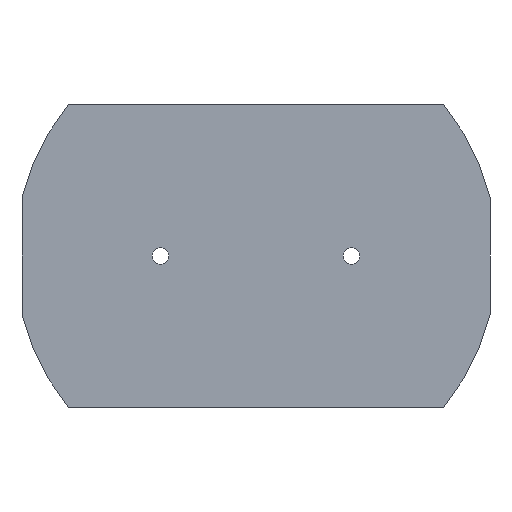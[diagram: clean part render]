
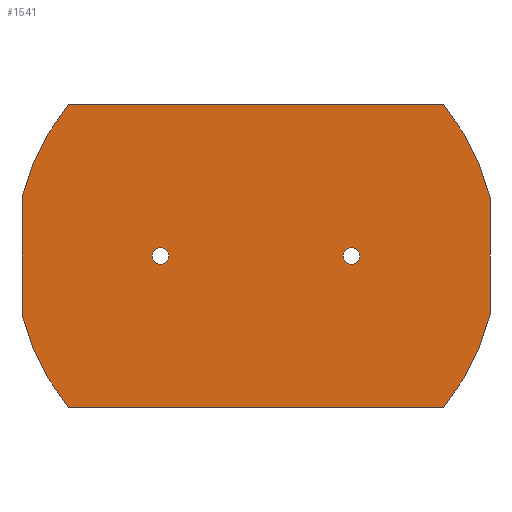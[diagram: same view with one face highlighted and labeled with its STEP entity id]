
A CAD part, front view. The second image highlights one B-rep face of the part: STEP entity #1541.
In plain terms, the highlighted planar face has unit normal (0, -1, 0).
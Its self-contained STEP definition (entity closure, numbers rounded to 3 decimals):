
#6 = CARTESIAN_POINT ( 'NONE',  ( 78.541, 0., -63.5 ) ) ;
#24 = CIRCLE ( 'NONE', #1954, 101. ) ;
#35 = DIRECTION ( 'NONE',  ( 0., 1., 0. ) ) ;
#54 = VERTEX_POINT ( 'NONE', #364 ) ;
#131 = DIRECTION ( 'NONE',  ( 0., 1., 0. ) ) ;
#141 = CARTESIAN_POINT ( 'NONE',  ( 98., 0., 24.434 ) ) ;
#191 = AXIS2_PLACEMENT_3D ( 'NONE', #672, #1942, #882 ) ;
#198 = VECTOR ( 'NONE', #1256, 1000. ) ;
#243 = DIRECTION ( 'NONE',  ( -1., 0., 0. ) ) ;
#249 = CARTESIAN_POINT ( 'NONE',  ( 40., 0., 0. ) ) ;
#250 = FACE_BOUND ( 'NONE', #1848, .T. ) ;
#258 = LINE ( 'NONE', #558, #1661 ) ;
#262 = ORIENTED_EDGE ( 'NONE', *, *, #1005, .T. ) ;
#275 = CARTESIAN_POINT ( 'NONE',  ( -78.541, 0., 63.5 ) ) ;
#279 = VERTEX_POINT ( 'NONE', #1304 ) ;
#286 = AXIS2_PLACEMENT_3D ( 'NONE', #249, #1588, #457 ) ;
#295 = PLANE ( 'NONE',  #1473 ) ;
#300 = VERTEX_POINT ( 'NONE', #331 ) ;
#327 = ORIENTED_EDGE ( 'NONE', *, *, #941, .F. ) ;
#331 = CARTESIAN_POINT ( 'NONE',  ( 78.541, 0., 63.5 ) ) ;
#332 = CIRCLE ( 'NONE', #191, 101. ) ;
#364 = CARTESIAN_POINT ( 'NONE',  ( -98., 0., 24.434 ) ) ;
#388 = VERTEX_POINT ( 'NONE', #2025 ) ;
#425 = DIRECTION ( 'NONE',  ( 0., 1., 0. ) ) ;
#440 = CARTESIAN_POINT ( 'NONE',  ( -78.541, 0., -63.5 ) ) ;
#457 = DIRECTION ( 'NONE',  ( 0., 0., -1. ) ) ;
#464 = VECTOR ( 'NONE', #243, 1000. ) ;
#493 = CARTESIAN_POINT ( 'NONE',  ( 98., 0., -24.434 ) ) ;
#498 = EDGE_LOOP ( 'NONE', ( #2171, #262, #803, #1367, #1313, #1765, #327, #2222 ) ) ;
#502 = VERTEX_POINT ( 'NONE', #493 ) ;
#554 = VECTOR ( 'NONE', #2186, 1000. ) ;
#558 = CARTESIAN_POINT ( 'NONE',  ( -98., 0., 24.434 ) ) ;
#605 = EDGE_CURVE ( 'NONE', #708, #388, #1708, .T. ) ;
#624 = VERTEX_POINT ( 'NONE', #855 ) ;
#647 = EDGE_CURVE ( 'NONE', #624, #1515, #2062, .T. ) ;
#672 = CARTESIAN_POINT ( 'NONE',  ( 0., 0., 0. ) ) ;
#701 = DIRECTION ( 'NONE',  ( 0., 1., 0. ) ) ;
#708 = VERTEX_POINT ( 'NONE', #742 ) ;
#734 = ORIENTED_EDGE ( 'NONE', *, *, #647, .T. ) ;
#742 = CARTESIAN_POINT ( 'NONE',  ( -40., 0., -3.5 ) ) ;
#745 = EDGE_CURVE ( 'NONE', #502, #1221, #24, .T. ) ;
#753 = DIRECTION ( 'NONE',  ( 0., 1., 0. ) ) ;
#793 = FACE_OUTER_BOUND ( 'NONE', #498, .T. ) ;
#803 = ORIENTED_EDGE ( 'NONE', *, *, #839, .F. ) ;
#834 = EDGE_CURVE ( 'NONE', #54, #279, #1584, .T. ) ;
#839 = EDGE_CURVE ( 'NONE', #300, #1877, #2036, .T. ) ;
#855 = CARTESIAN_POINT ( 'NONE',  ( 40., 0., -3.5 ) ) ;
#872 = ORIENTED_EDGE ( 'NONE', *, *, #605, .T. ) ;
#882 = DIRECTION ( 'NONE',  ( 0., 0., 1. ) ) ;
#893 = EDGE_CURVE ( 'NONE', #1221, #1118, #986, .T. ) ;
#921 = FACE_BOUND ( 'NONE', #1866, .T. ) ;
#941 = EDGE_CURVE ( 'NONE', #1118, #2064, #332, .T. ) ;
#960 = AXIS2_PLACEMENT_3D ( 'NONE', #1218, #35, #1405 ) ;
#963 = EDGE_CURVE ( 'NONE', #279, #300, #1320, .T. ) ;
#977 = EDGE_CURVE ( 'NONE', #1515, #624, #1258, .T. ) ;
#986 = LINE ( 'NONE', #440, #464 ) ;
#999 = EDGE_CURVE ( 'NONE', #388, #708, #2014, .T. ) ;
#1005 = EDGE_CURVE ( 'NONE', #502, #1877, #1082, .T. ) ;
#1008 = EDGE_CURVE ( 'NONE', #54, #2064, #258, .T. ) ;
#1022 = DIRECTION ( 'NONE',  ( 0., 1., 0. ) ) ;
#1082 = LINE ( 'NONE', #141, #554 ) ;
#1118 = VERTEX_POINT ( 'NONE', #2220 ) ;
#1143 = CARTESIAN_POINT ( 'NONE',  ( 0., 0., 0. ) ) ;
#1218 = CARTESIAN_POINT ( 'NONE',  ( -40., 0., 0. ) ) ;
#1221 = VERTEX_POINT ( 'NONE', #6 ) ;
#1256 = DIRECTION ( 'NONE',  ( 1., 0., 0. ) ) ;
#1258 = CIRCLE ( 'NONE', #2224, 3.5 ) ;
#1260 = AXIS2_PLACEMENT_3D ( 'NONE', #1559, #425, #1723 ) ;
#1304 = CARTESIAN_POINT ( 'NONE',  ( -78.541, 0., 63.5 ) ) ;
#1313 = ORIENTED_EDGE ( 'NONE', *, *, #834, .F. ) ;
#1318 = CARTESIAN_POINT ( 'NONE',  ( 40., 0., 0. ) ) ;
#1320 = LINE ( 'NONE', #275, #198 ) ;
#1336 = DIRECTION ( 'NONE',  ( 0., 0., 1. ) ) ;
#1367 = ORIENTED_EDGE ( 'NONE', *, *, #963, .F. ) ;
#1405 = DIRECTION ( 'NONE',  ( 0., 0., 1. ) ) ;
#1473 = AXIS2_PLACEMENT_3D ( 'NONE', #1799, #701, #1965 ) ;
#1482 = CARTESIAN_POINT ( 'NONE',  ( -98., 0., -24.434 ) ) ;
#1494 = DIRECTION ( 'NONE',  ( 0., 0., -1. ) ) ;
#1515 = VERTEX_POINT ( 'NONE', #2140 ) ;
#1541 = ADVANCED_FACE ( 'NONE', ( #921, #250, #793 ), #295, .F. ) ;
#1559 = CARTESIAN_POINT ( 'NONE',  ( 0., 0., 0. ) ) ;
#1584 = CIRCLE ( 'NONE', #1260, 101. ) ;
#1588 = DIRECTION ( 'NONE',  ( 0., 1., 0. ) ) ;
#1661 = VECTOR ( 'NONE', #1845, 1000. ) ;
#1701 = ORIENTED_EDGE ( 'NONE', *, *, #999, .T. ) ;
#1708 = CIRCLE ( 'NONE', #960, 3.5 ) ;
#1723 = DIRECTION ( 'NONE',  ( 0., 0., 1. ) ) ;
#1765 = ORIENTED_EDGE ( 'NONE', *, *, #1008, .T. ) ;
#1799 = CARTESIAN_POINT ( 'NONE',  ( 0., 0., 0. ) ) ;
#1818 = ORIENTED_EDGE ( 'NONE', *, *, #977, .T. ) ;
#1838 = CARTESIAN_POINT ( 'NONE',  ( -40., 0., 0. ) ) ;
#1845 = DIRECTION ( 'NONE',  ( 0., 0., -1. ) ) ;
#1848 = EDGE_LOOP ( 'NONE', ( #1701, #872 ) ) ;
#1866 = EDGE_LOOP ( 'NONE', ( #1818, #734 ) ) ;
#1873 = AXIS2_PLACEMENT_3D ( 'NONE', #1838, #753, #2012 ) ;
#1877 = VERTEX_POINT ( 'NONE', #2123 ) ;
#1942 = DIRECTION ( 'NONE',  ( 0., 1., 0. ) ) ;
#1954 = AXIS2_PLACEMENT_3D ( 'NONE', #1143, #2370, #1336 ) ;
#1965 = DIRECTION ( 'NONE',  ( 0., 0., 1. ) ) ;
#2012 = DIRECTION ( 'NONE',  ( 0., 0., 1. ) ) ;
#2014 = CIRCLE ( 'NONE', #1873, 3.5 ) ;
#2025 = CARTESIAN_POINT ( 'NONE',  ( -40., 0., 3.5 ) ) ;
#2036 = CIRCLE ( 'NONE', #2361, 101. ) ;
#2062 = CIRCLE ( 'NONE', #286, 3.5 ) ;
#2064 = VERTEX_POINT ( 'NONE', #1482 ) ;
#2077 = CARTESIAN_POINT ( 'NONE',  ( 0., 0., 0. ) ) ;
#2123 = CARTESIAN_POINT ( 'NONE',  ( 98., 0., 24.434 ) ) ;
#2140 = CARTESIAN_POINT ( 'NONE',  ( 40., 0., 3.5 ) ) ;
#2171 = ORIENTED_EDGE ( 'NONE', *, *, #745, .F. ) ;
#2186 = DIRECTION ( 'NONE',  ( 0., 0., 1. ) ) ;
#2220 = CARTESIAN_POINT ( 'NONE',  ( -78.541, 0., -63.5 ) ) ;
#2222 = ORIENTED_EDGE ( 'NONE', *, *, #893, .F. ) ;
#2224 = AXIS2_PLACEMENT_3D ( 'NONE', #1318, #131, #1494 ) ;
#2259 = DIRECTION ( 'NONE',  ( 0., 0., 1. ) ) ;
#2361 = AXIS2_PLACEMENT_3D ( 'NONE', #2077, #1022, #2259 ) ;
#2370 = DIRECTION ( 'NONE',  ( 0., 1., 0. ) ) ;
